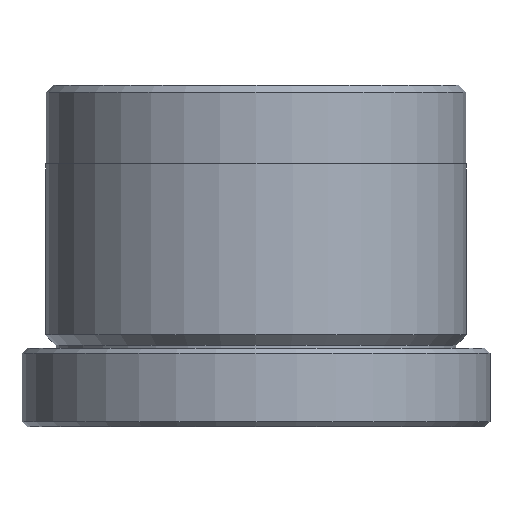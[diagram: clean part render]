
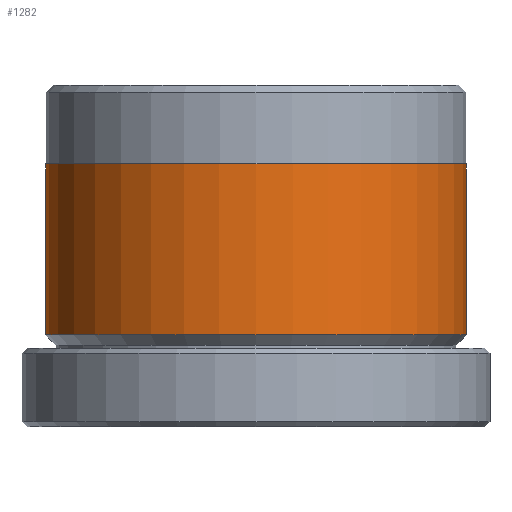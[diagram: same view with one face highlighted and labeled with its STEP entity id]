
A CAD part, front view. The second image highlights one B-rep face of the part: STEP entity #1282.
In plain terms, the highlighted cylindrical face has radius 8 mm (diameter 16 mm), a partial arc.
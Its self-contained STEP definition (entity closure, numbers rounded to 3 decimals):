
#2 = CARTESIAN_POINT ( 'NONE',  ( 8., 0., 13. ) ) ;
#72 = CYLINDRICAL_SURFACE ( 'NONE', #2256, 8. ) ;
#142 = DIRECTION ( 'NONE',  ( 0., 0., -1. ) ) ;
#181 = VECTOR ( 'NONE', #1235, 1000. ) ;
#220 = EDGE_CURVE ( 'NONE', #1384, #767, #1596, .T. ) ;
#256 = AXIS2_PLACEMENT_3D ( 'NONE', #830, #142, #541 ) ;
#364 = VERTEX_POINT ( 'NONE', #697 ) ;
#520 = CARTESIAN_POINT ( 'NONE',  ( -8., 0., 3.5 ) ) ;
#538 = ORIENTED_EDGE ( 'NONE', *, *, #1340, .F. ) ;
#541 = DIRECTION ( 'NONE',  ( -1., 0., 0. ) ) ;
#553 = EDGE_CURVE ( 'NONE', #364, #767, #1122, .T. ) ;
#656 = AXIS2_PLACEMENT_3D ( 'NONE', #2233, #2240, #2244 ) ;
#697 = CARTESIAN_POINT ( 'NONE',  ( -8., 0., 10. ) ) ;
#767 = VERTEX_POINT ( 'NONE', #520 ) ;
#830 = CARTESIAN_POINT ( 'NONE',  ( 0., 0., 3.5 ) ) ;
#862 = FACE_OUTER_BOUND ( 'NONE', #1414, .T. ) ;
#966 = CARTESIAN_POINT ( 'NONE',  ( 8., 0., 3.5 ) ) ;
#1018 = CIRCLE ( 'NONE', #656, 8. ) ;
#1122 = LINE ( 'NONE', #2052, #181 ) ;
#1153 = VECTOR ( 'NONE', #1834, 1000. ) ;
#1235 = DIRECTION ( 'NONE',  ( 0., 0., -1. ) ) ;
#1257 = ORIENTED_EDGE ( 'NONE', *, *, #553, .T. ) ;
#1277 = CARTESIAN_POINT ( 'NONE',  ( 8., 0., 10. ) ) ;
#1282 = ADVANCED_FACE ( 'NONE', ( #862 ), #72, .T. ) ;
#1340 = EDGE_CURVE ( 'NONE', #364, #1765, #1018, .T. ) ;
#1384 = VERTEX_POINT ( 'NONE', #966 ) ;
#1414 = EDGE_LOOP ( 'NONE', ( #1628, #538, #1257, #1429 ) ) ;
#1429 = ORIENTED_EDGE ( 'NONE', *, *, #220, .F. ) ;
#1463 = LINE ( 'NONE', #2, #1153 ) ;
#1517 = DIRECTION ( 'NONE',  ( -1., 0., 0. ) ) ;
#1534 = DIRECTION ( 'NONE',  ( 0., 0., -1. ) ) ;
#1596 = CIRCLE ( 'NONE', #256, 8. ) ;
#1628 = ORIENTED_EDGE ( 'NONE', *, *, #1711, .F. ) ;
#1676 = CARTESIAN_POINT ( 'NONE',  ( 0., 0., 13. ) ) ;
#1711 = EDGE_CURVE ( 'NONE', #1765, #1384, #1463, .T. ) ;
#1765 = VERTEX_POINT ( 'NONE', #1277 ) ;
#1834 = DIRECTION ( 'NONE',  ( 0., 0., -1. ) ) ;
#2052 = CARTESIAN_POINT ( 'NONE',  ( -8., 0., 13. ) ) ;
#2233 = CARTESIAN_POINT ( 'NONE',  ( 0., 0., 10. ) ) ;
#2240 = DIRECTION ( 'NONE',  ( 0., 0., 1. ) ) ;
#2244 = DIRECTION ( 'NONE',  ( 1., 0., 0. ) ) ;
#2256 = AXIS2_PLACEMENT_3D ( 'NONE', #1676, #1534, #1517 ) ;
